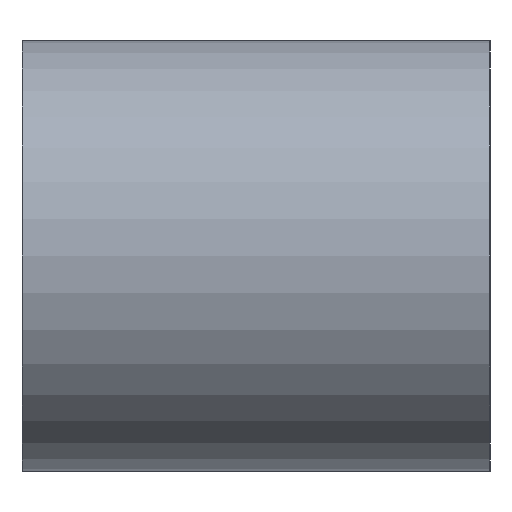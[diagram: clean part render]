
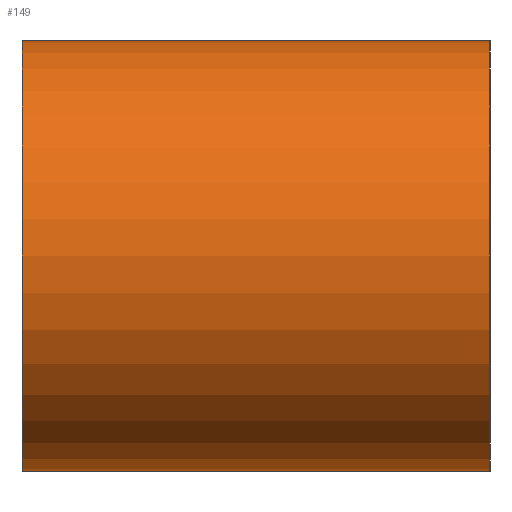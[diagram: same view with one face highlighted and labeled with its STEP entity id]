
A CAD part, left-side view. The second image highlights one B-rep face of the part: STEP entity #149.
In plain terms, the highlighted cylindrical face has radius 3.72 mm (diameter 7.44 mm), a partial arc.
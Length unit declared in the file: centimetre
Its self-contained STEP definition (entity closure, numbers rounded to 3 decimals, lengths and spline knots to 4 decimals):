
#6 = LINE ( 'NONE', #687, #1570 ) ;
#15 = AXIS2_PLACEMENT_3D ( 'NONE', #1641, #1952, #684 ) ;
#54 = ORIENTED_EDGE ( 'NONE', *, *, #595, .T. ) ;
#139 = DIRECTION ( 'NONE',  ( 0., 1., 0. ) ) ;
#149 = ADVANCED_FACE ( 'NONE', ( #1331 ), #374, .T. ) ;
#176 = ORIENTED_EDGE ( 'NONE', *, *, #1427, .F. ) ;
#218 = DIRECTION ( 'NONE',  ( 0., 1., 0. ) ) ;
#310 = CARTESIAN_POINT ( 'NONE',  ( 0., 0.8065, -0.372 ) ) ;
#368 = DIRECTION ( 'NONE',  ( 0., -1., 0. ) ) ;
#374 = CYLINDRICAL_SURFACE ( 'NONE', #1185, 0.372 ) ;
#444 = DIRECTION ( 'NONE',  ( 0., -1., 0. ) ) ;
#448 = DIRECTION ( 'NONE',  ( 0., 0., 1. ) ) ;
#554 = VERTEX_POINT ( 'NONE', #1334 ) ;
#595 = EDGE_CURVE ( 'NONE', #554, #2049, #1796, .T. ) ;
#684 = DIRECTION ( 'NONE',  ( 0., 0., 1. ) ) ;
#687 = CARTESIAN_POINT ( 'NONE',  ( 0., 0., -0.372 ) ) ;
#717 = EDGE_CURVE ( 'NONE', #1388, #885, #1273, .T. ) ;
#787 = CARTESIAN_POINT ( 'NONE',  ( 0., 0., -0.372 ) ) ;
#832 = ORIENTED_EDGE ( 'NONE', *, *, #717, .T. ) ;
#885 = VERTEX_POINT ( 'NONE', #1016 ) ;
#1016 = CARTESIAN_POINT ( 'NONE',  ( 0., 0., 0.372 ) ) ;
#1049 = CARTESIAN_POINT ( 'NONE',  ( 0., 0., 0. ) ) ;
#1181 = VECTOR ( 'NONE', #444, 100. ) ;
#1185 = AXIS2_PLACEMENT_3D ( 'NONE', #1938, #218, #1961 ) ;
#1273 = CIRCLE ( 'NONE', #1888, 0.372 ) ;
#1331 = FACE_OUTER_BOUND ( 'NONE', #1902, .T. ) ;
#1334 = CARTESIAN_POINT ( 'NONE',  ( 0., 0.8065, 0.372 ) ) ;
#1388 = VERTEX_POINT ( 'NONE', #787 ) ;
#1427 = EDGE_CURVE ( 'NONE', #554, #885, #1559, .T. ) ;
#1485 = EDGE_CURVE ( 'NONE', #2049, #1388, #6, .T. ) ;
#1559 = LINE ( 'NONE', #1886, #1181 ) ;
#1570 = VECTOR ( 'NONE', #368, 100. ) ;
#1576 = ORIENTED_EDGE ( 'NONE', *, *, #1485, .T. ) ;
#1641 = CARTESIAN_POINT ( 'NONE',  ( 0., 0.8065, 0. ) ) ;
#1796 = CIRCLE ( 'NONE', #15, 0.372 ) ;
#1886 = CARTESIAN_POINT ( 'NONE',  ( 0., 0., 0.372 ) ) ;
#1888 = AXIS2_PLACEMENT_3D ( 'NONE', #1049, #139, #448 ) ;
#1902 = EDGE_LOOP ( 'NONE', ( #1576, #832, #176, #54 ) ) ;
#1938 = CARTESIAN_POINT ( 'NONE',  ( 0., 0., 0. ) ) ;
#1952 = DIRECTION ( 'NONE',  ( 0., -1., 0. ) ) ;
#1961 = DIRECTION ( 'NONE',  ( 0., 0., 1. ) ) ;
#2049 = VERTEX_POINT ( 'NONE', #310 ) ;
